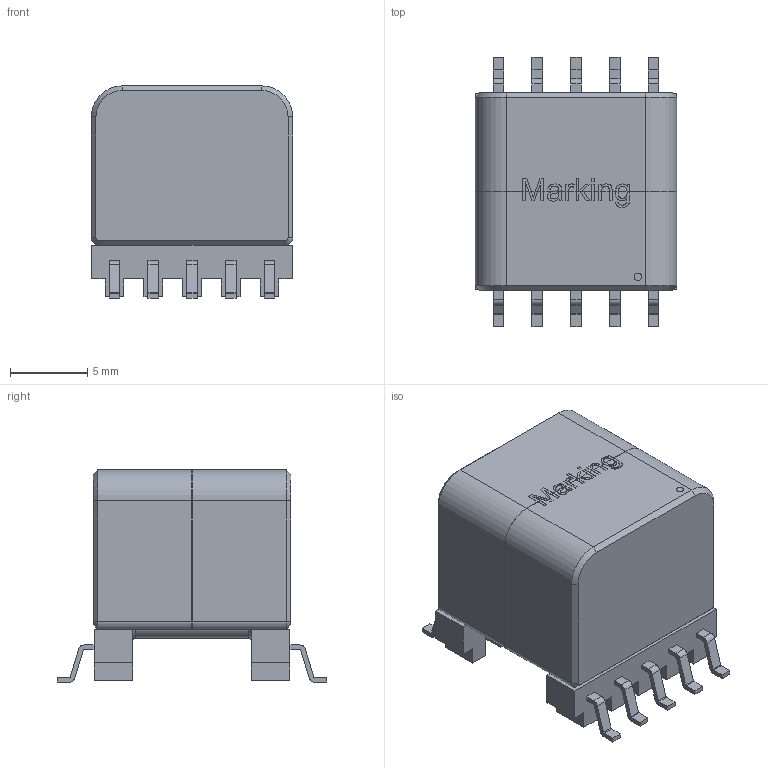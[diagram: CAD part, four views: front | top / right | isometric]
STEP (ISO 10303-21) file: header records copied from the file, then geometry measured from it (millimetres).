
FILE_DESCRIPTION( ( 'Unknown' ), '1' );
FILE_NAME( '749119xxxx.stp', 'Unknown', ( 'Unknown' ), ( 'Unknown' ), 'PSStep 16.0.42', 'Unknown', ' ' );
FILE_SCHEMA( ( 'AUTOMOTIVE_DESIGN { 1 0 10303 214 1 1 1 1 }' ) );
Length unit declared in the file: millimetre
Products named in the file (4): Assem1; SMD_Bobbin_EP-13; EP13Q_Core; EP13Q_Core-start
Assembly tree (3 placements, depth 2):
  Assem1
    SMD_Bobbin_EP-13
    EP13Q_Core
    EP13Q_Core-start
Bounding box: 13 x 17.4 x 13.7 mm (x, y, z)
Volume: 1442.9 mm3; surface area: 2378.3 mm2
Topology: 3 solids, 3 shells, 425 faces, 1186 edges, 780 vertices
Faces by surface type: plane 289, cylinder 93, extrusion 27, torus 8, cone 8
Full cylindrical faces by diameter (mm): 0.5 x1
Entity records: 17863 total; most frequent: CARTESIAN_POINT 3622, ORIENTED_EDGE 2370, DIRECTION 2048, EDGE_CURVE 1185, VECTOR 840, LINE 813, VERTEX_POINT 780, AXIS2_PLACEMENT_3D 604
